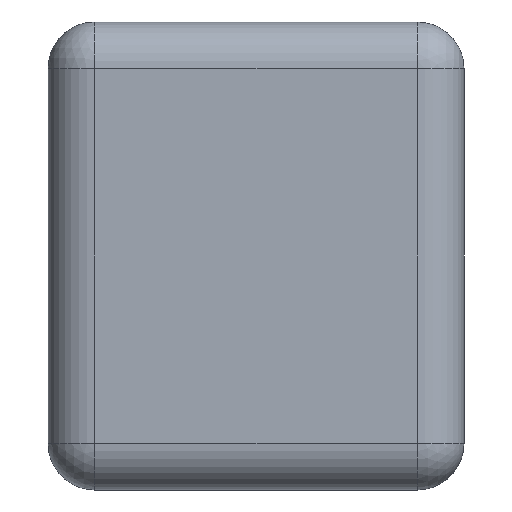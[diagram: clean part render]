
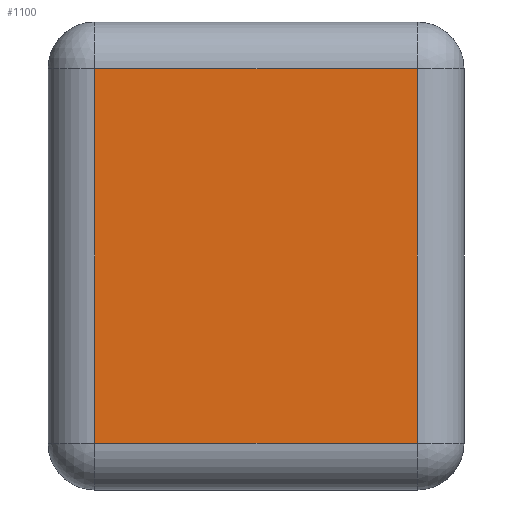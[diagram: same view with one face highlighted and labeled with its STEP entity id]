
A CAD part, left-side view. The second image highlights one B-rep face of the part: STEP entity #1100.
In plain terms, the highlighted planar face has unit normal (-1, 0, 0).
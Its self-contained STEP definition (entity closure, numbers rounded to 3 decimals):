
#33 = VERTEX_POINT ( 'NONE', #840 ) ;
#100 = LINE ( 'NONE', #219, #450 ) ;
#219 = CARTESIAN_POINT ( 'NONE',  ( -0.8, 0.31, 0. ) ) ;
#243 = ORIENTED_EDGE ( 'NONE', *, *, #675, .F. ) ;
#317 = CARTESIAN_POINT ( 'NONE',  ( -0.8, -0.31, 0. ) ) ;
#327 = CARTESIAN_POINT ( 'NONE',  ( -0.8, 0.31, 0.09 ) ) ;
#418 = LINE ( 'NONE', #1138, #995 ) ;
#450 = VECTOR ( 'NONE', #542, 1000. ) ;
#461 = VERTEX_POINT ( 'NONE', #327 ) ;
#486 = EDGE_CURVE ( 'NONE', #461, #1298, #100, .T. ) ;
#539 = DIRECTION ( 'NONE',  ( 0., 0., 1. ) ) ;
#542 = DIRECTION ( 'NONE',  ( 0., 0., 1. ) ) ;
#546 = LINE ( 'NONE', #317, #704 ) ;
#583 = LINE ( 'NONE', #896, #1273 ) ;
#599 = CARTESIAN_POINT ( 'NONE',  ( -0.8, -0.31, 0.09 ) ) ;
#675 = EDGE_CURVE ( 'NONE', #1355, #461, #418, .T. ) ;
#704 = VECTOR ( 'NONE', #539, 1000. ) ;
#743 = ORIENTED_EDGE ( 'NONE', *, *, #486, .F. ) ;
#789 = CARTESIAN_POINT ( 'NONE',  ( -0.8, -0.4, 0. ) ) ;
#840 = CARTESIAN_POINT ( 'NONE',  ( -0.8, -0.31, 0.81 ) ) ;
#896 = CARTESIAN_POINT ( 'NONE',  ( -0.8, -0.4, 0.81 ) ) ;
#898 = PLANE ( 'NONE',  #1374 ) ;
#930 = DIRECTION ( 'NONE',  ( 0., 1., 0. ) ) ;
#995 = VECTOR ( 'NONE', #930, 1000. ) ;
#1013 = ORIENTED_EDGE ( 'NONE', *, *, #1334, .T. ) ;
#1022 = DIRECTION ( 'NONE',  ( 0., 1., 0. ) ) ;
#1096 = ORIENTED_EDGE ( 'NONE', *, *, #1121, .T. ) ;
#1100 = ADVANCED_FACE ( 'NONE', ( #1328 ), #898, .F. ) ;
#1121 = EDGE_CURVE ( 'NONE', #1355, #33, #546, .T. ) ;
#1134 = CARTESIAN_POINT ( 'NONE',  ( -0.8, 0.31, 0.81 ) ) ;
#1138 = CARTESIAN_POINT ( 'NONE',  ( -0.8, -0.4, 0.09 ) ) ;
#1231 = EDGE_LOOP ( 'NONE', ( #1013, #743, #243, #1096 ) ) ;
#1273 = VECTOR ( 'NONE', #1022, 1000. ) ;
#1298 = VERTEX_POINT ( 'NONE', #1134 ) ;
#1326 = DIRECTION ( 'NONE',  ( 0., 1., 0. ) ) ;
#1328 = FACE_OUTER_BOUND ( 'NONE', #1231, .T. ) ;
#1334 = EDGE_CURVE ( 'NONE', #33, #1298, #583, .T. ) ;
#1335 = DIRECTION ( 'NONE',  ( 1., 0., 0. ) ) ;
#1355 = VERTEX_POINT ( 'NONE', #599 ) ;
#1374 = AXIS2_PLACEMENT_3D ( 'NONE', #789, #1335, #1326 ) ;
